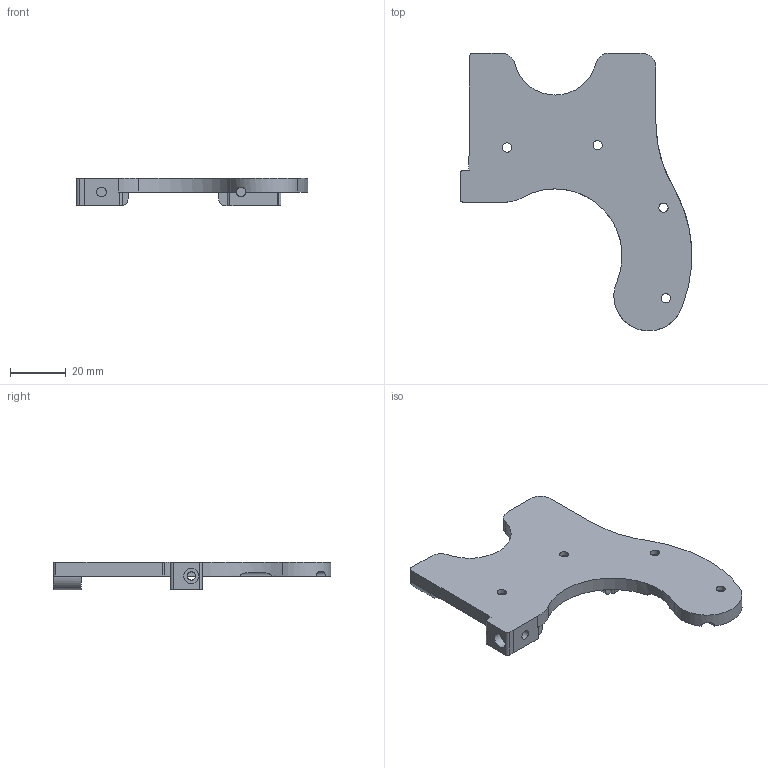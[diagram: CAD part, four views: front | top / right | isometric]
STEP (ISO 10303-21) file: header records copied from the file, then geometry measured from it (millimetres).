
FILE_DESCRIPTION(/* description */ ('','CAx-IF Rec.Pracs.---Representation and Presentation of Product Manufacturing Information (PMI)---4.0---2014-10-13'),/* implementation_level */ '2;1');
FILE_NAME(/* name */ 'Stator_plate.step',/* time_stamp */ '2024-12-05T12:12:33+01:00',/* author */ (''),/* organization */ (''),/* preprocessor_version */ 'ST-DEVELOPER v20',/* originating_system */ 'Autodesk Translation Framework v13.20.0.188',/* authorisation */ '');
FILE_SCHEMA (('AP242_MANAGED_MODEL_BASED_3D_ENGINEERING_MIM_LF { 1 0 10303 442 1 1 4 }'));
Length unit declared in the file: millimetre
Products named in the file (1): Stator_plate
Bounding box: 82.97 x 99.56 x 10 mm (x, y, z)
Volume: 21928 mm3; surface area: 12691.5 mm2
Topology: 1 solids, 1 shells, 81 faces, 237 edges, 159 vertices
Faces by surface type: cylinder 43, plane 37, bspline 1
Full cylindrical faces by diameter (mm): 3 x4, 3.3 x4, 3.5 x4, 5.5 x5
Entity records: 3041 total; most frequent: CARTESIAN_POINT 769, ORIENTED_EDGE 474, DIRECTION 464, EDGE_CURVE 237, AXIS2_PLACEMENT_3D 170, VERTEX_POINT 159, LINE 124, VECTOR 124
